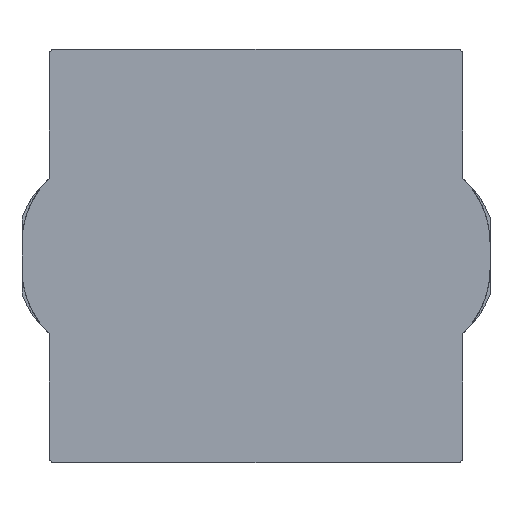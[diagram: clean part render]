
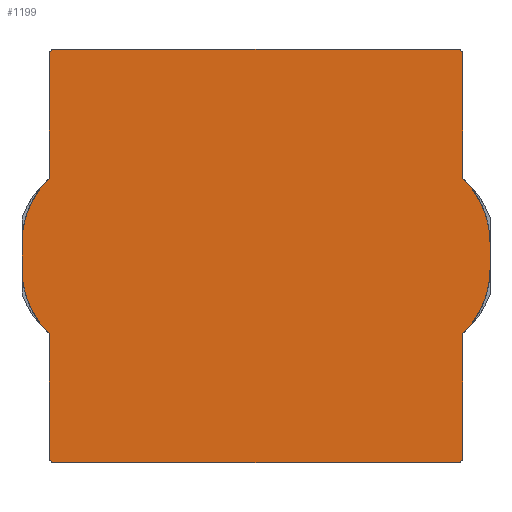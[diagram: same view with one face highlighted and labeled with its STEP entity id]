
A CAD part, front view. The second image highlights one B-rep face of the part: STEP entity #1199.
In plain terms, the highlighted planar face has unit normal (0, -1, 0).
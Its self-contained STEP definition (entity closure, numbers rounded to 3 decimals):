
#51=PLANE('',#1329);
#70=CIRCLE('',#1258,16.568);
#75=CIRCLE('',#1264,16.568);
#81=CIRCLE('',#1273,16.568);
#83=CIRCLE('',#1277,16.568);
#101=CIRCLE('',#1309,1.);
#104=CIRCLE('',#1314,1.);
#106=CIRCLE('',#1320,1.);
#109=CIRCLE('',#1325,1.);
#144=LINE('',#1873,#236);
#148=LINE('',#1902,#240);
#194=LINE('',#2045,#286);
#200=LINE('',#2061,#292);
#203=LINE('',#2069,#295);
#211=LINE('',#2084,#303);
#216=LINE('',#2098,#308);
#219=LINE('',#2106,#311);
#236=VECTOR('',#1439,1000.);
#240=VECTOR('',#1455,1000.);
#286=VECTOR('',#1565,1000.);
#292=VECTOR('',#1581,1000.);
#295=VECTOR('',#1590,1000.);
#303=VECTOR('',#1604,1000.);
#308=VECTOR('',#1619,1000.);
#311=VECTOR('',#1628,1000.);
#501=ORIENTED_EDGE('',*,*,#677,.F.);
#502=ORIENTED_EDGE('',*,*,#670,.F.);
#503=ORIENTED_EDGE('',*,*,#785,.F.);
#504=ORIENTED_EDGE('',*,*,#783,.F.);
#505=ORIENTED_EDGE('',*,*,#781,.F.);
#506=ORIENTED_EDGE('',*,*,#777,.F.);
#507=ORIENTED_EDGE('',*,*,#773,.F.);
#508=ORIENTED_EDGE('',*,*,#689,.F.);
#509=ORIENTED_EDGE('',*,*,#686,.F.);
#510=ORIENTED_EDGE('',*,*,#683,.F.);
#511=ORIENTED_EDGE('',*,*,#764,.F.);
#512=ORIENTED_EDGE('',*,*,#762,.F.);
#513=ORIENTED_EDGE('',*,*,#760,.F.);
#514=ORIENTED_EDGE('',*,*,#756,.F.);
#515=ORIENTED_EDGE('',*,*,#751,.F.);
#516=ORIENTED_EDGE('',*,*,#660,.F.);
#660=EDGE_CURVE('',#828,#829,#70,.T.);
#670=EDGE_CURVE('',#838,#839,#75,.T.);
#677=EDGE_CURVE('',#839,#828,#144,.T.);
#683=EDGE_CURVE('',#847,#848,#81,.T.);
#686=EDGE_CURVE('',#848,#850,#148,.T.);
#689=EDGE_CURVE('',#850,#852,#83,.T.);
#751=EDGE_CURVE('',#829,#904,#194,.T.);
#756=EDGE_CURVE('',#904,#906,#101,.T.);
#760=EDGE_CURVE('',#906,#909,#200,.T.);
#762=EDGE_CURVE('',#909,#910,#104,.T.);
#764=EDGE_CURVE('',#910,#847,#203,.T.);
#773=EDGE_CURVE('',#852,#915,#211,.T.);
#777=EDGE_CURVE('',#915,#916,#106,.T.);
#781=EDGE_CURVE('',#916,#919,#216,.T.);
#783=EDGE_CURVE('',#919,#920,#109,.T.);
#785=EDGE_CURVE('',#920,#838,#219,.T.);
#828=VERTEX_POINT('',#1819);
#829=VERTEX_POINT('',#1821);
#838=VERTEX_POINT('',#1850);
#839=VERTEX_POINT('',#1852);
#847=VERTEX_POINT('',#1895);
#848=VERTEX_POINT('',#1897);
#850=VERTEX_POINT('',#1903);
#852=VERTEX_POINT('',#1919);
#904=VERTEX_POINT('',#2046);
#906=VERTEX_POINT('',#2054);
#909=VERTEX_POINT('',#2062);
#910=VERTEX_POINT('',#2066);
#915=VERTEX_POINT('',#2085);
#916=VERTEX_POINT('',#2091);
#919=VERTEX_POINT('',#2099);
#920=VERTEX_POINT('',#2103);
#978=EDGE_LOOP('',(#501,#502,#503,#504,#505,#506,#507,#508,#509,#510,#511,
#512,#513,#514,#515,#516));
#1076=FACE_BOUND('',#978,.T.);
#1199=ADVANCED_FACE('',(#1076),#51,.F.);
#1258=AXIS2_PLACEMENT_3D('',#1820,#1409,#1410);
#1264=AXIS2_PLACEMENT_3D('',#1851,#1425,#1426);
#1273=AXIS2_PLACEMENT_3D('',#1896,#1448,#1449);
#1277=AXIS2_PLACEMENT_3D('',#1918,#1459,#1460);
#1309=AXIS2_PLACEMENT_3D('',#2053,#1572,#1573);
#1314=AXIS2_PLACEMENT_3D('',#2065,#1585,#1586);
#1320=AXIS2_PLACEMENT_3D('',#2090,#1610,#1611);
#1325=AXIS2_PLACEMENT_3D('',#2102,#1623,#1624);
#1329=AXIS2_PLACEMENT_3D('',#2111,#1635,#1636);
#1409=DIRECTION('',(0.,1.,0.));
#1410=DIRECTION('',(1.,0.,0.));
#1425=DIRECTION('',(0.,1.,0.));
#1426=DIRECTION('',(1.,0.,0.));
#1439=DIRECTION('',(0.,0.,1.));
#1448=DIRECTION('',(0.,1.,0.));
#1449=DIRECTION('',(1.,0.,0.));
#1455=DIRECTION('',(0.,0.,-1.));
#1459=DIRECTION('',(0.,1.,0.));
#1460=DIRECTION('',(1.,0.,0.));
#1565=DIRECTION('',(0.,0.,1.));
#1572=DIRECTION('',(0.,1.,0.));
#1573=DIRECTION('',(1.,0.,0.));
#1581=DIRECTION('',(1.,0.,0.));
#1585=DIRECTION('',(0.,1.,0.));
#1586=DIRECTION('',(1.,0.,0.));
#1590=DIRECTION('',(0.,0.,-1.));
#1604=DIRECTION('',(0.,0.,-1.));
#1610=DIRECTION('',(0.,1.,0.));
#1611=DIRECTION('',(1.,0.,0.));
#1619=DIRECTION('',(-1.,0.,0.));
#1623=DIRECTION('',(0.,1.,0.));
#1624=DIRECTION('',(1.,0.,0.));
#1628=DIRECTION('',(0.,0.,1.));
#1635=DIRECTION('',(0.,1.,0.));
#1636=DIRECTION('',(0.,0.,1.));
#1819=CARTESIAN_POINT('',(-43.,0.,2.432));
#1820=CARTESIAN_POINT('',(-26.432,0.,2.432));
#1821=CARTESIAN_POINT('',(-38.,0.,14.293));
#1850=CARTESIAN_POINT('',(-38.,0.,-14.293));
#1851=CARTESIAN_POINT('',(-26.432,0.,-2.432));
#1852=CARTESIAN_POINT('',(-43.,0.,-2.432));
#1873=CARTESIAN_POINT('',(-43.,0.,-2.432));
#1895=CARTESIAN_POINT('',(38.,0.,14.293));
#1896=CARTESIAN_POINT('',(26.432,0.,2.432));
#1897=CARTESIAN_POINT('',(43.,0.,2.432));
#1902=CARTESIAN_POINT('',(43.,0.,2.432));
#1903=CARTESIAN_POINT('',(43.,0.,-2.432));
#1918=CARTESIAN_POINT('',(26.432,0.,-2.432));
#1919=CARTESIAN_POINT('',(38.,0.,-14.293));
#2045=CARTESIAN_POINT('',(-38.,0.,14.293));
#2046=CARTESIAN_POINT('',(-38.,0.,37.));
#2053=CARTESIAN_POINT('',(-37.,0.,37.));
#2054=CARTESIAN_POINT('',(-37.,0.,38.));
#2061=CARTESIAN_POINT('',(-37.,0.,38.));
#2062=CARTESIAN_POINT('',(37.,0.,38.));
#2065=CARTESIAN_POINT('',(37.,0.,37.));
#2066=CARTESIAN_POINT('',(38.,0.,37.));
#2069=CARTESIAN_POINT('',(38.,0.,37.));
#2084=CARTESIAN_POINT('',(38.,0.,-14.293));
#2085=CARTESIAN_POINT('',(38.,0.,-37.));
#2090=CARTESIAN_POINT('',(37.,0.,-37.));
#2091=CARTESIAN_POINT('',(37.,0.,-38.));
#2098=CARTESIAN_POINT('',(37.,0.,-38.));
#2099=CARTESIAN_POINT('',(-37.,0.,-38.));
#2102=CARTESIAN_POINT('',(-37.,0.,-37.));
#2103=CARTESIAN_POINT('',(-38.,0.,-37.));
#2106=CARTESIAN_POINT('',(-38.,0.,-37.));
#2111=CARTESIAN_POINT('',(-26.432,0.,2.432));
